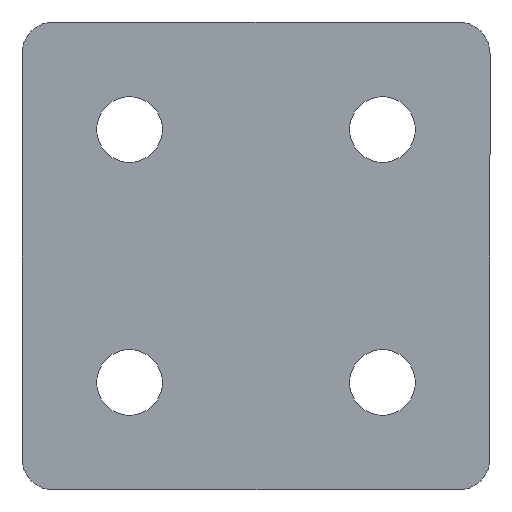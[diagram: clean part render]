
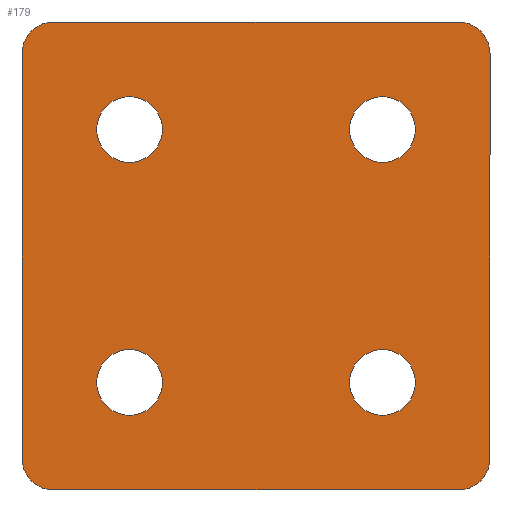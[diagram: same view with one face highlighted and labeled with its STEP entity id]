
A CAD part, front view. The second image highlights one B-rep face of the part: STEP entity #179.
In plain terms, the highlighted planar face has unit normal (0, -1, 0).
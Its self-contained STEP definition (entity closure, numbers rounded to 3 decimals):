
#6 = LINE ( 'NONE', #145, #478 ) ;
#16 = ORIENTED_EDGE ( 'NONE', *, *, #263, .F. ) ;
#26 = DIRECTION ( 'NONE',  ( 0., -1., 0. ) ) ;
#34 = CARTESIAN_POINT ( 'NONE',  ( -18.5, 0., 26. ) ) ;
#36 = DIRECTION ( 'NONE',  ( 0., 0., 1. ) ) ;
#40 = FACE_BOUND ( 'NONE', #555, .T. ) ;
#46 = AXIS2_PLACEMENT_3D ( 'NONE', #365, #268, #469 ) ;
#50 = CARTESIAN_POINT ( 'NONE',  ( 10., 0., 0. ) ) ;
#53 = VERTEX_POINT ( 'NONE', #380 ) ;
#54 = DIRECTION ( 'NONE',  ( 0., 1., 0. ) ) ;
#56 = VERTEX_POINT ( 'NONE', #314 ) ;
#57 = CIRCLE ( 'NONE', #382, 2.5 ) ;
#62 = EDGE_LOOP ( 'NONE', ( #205, #276, #361, #350, #512, #140, #16, #211 ) ) ;
#74 = VECTOR ( 'NONE', #387, 1000. ) ;
#81 = CARTESIAN_POINT ( 'NONE',  ( -10., 0., 17.4 ) ) ;
#86 = FACE_BOUND ( 'NONE', #333, .T. ) ;
#87 = EDGE_CURVE ( 'NONE', #182, #553, #377, .T. ) ;
#88 = DIRECTION ( 'NONE',  ( 0., 0., -1. ) ) ;
#96 = AXIS2_PLACEMENT_3D ( 'NONE', #372, #522, #204 ) ;
#98 = AXIS2_PLACEMENT_3D ( 'NONE', #50, #54, #638 ) ;
#100 = EDGE_CURVE ( 'NONE', #238, #558, #618, .T. ) ;
#102 = VERTEX_POINT ( 'NONE', #81 ) ;
#105 = EDGE_CURVE ( 'NONE', #56, #507, #227, .T. ) ;
#107 = DIRECTION ( 'NONE',  ( 0., 1., 0. ) ) ;
#112 = EDGE_LOOP ( 'NONE', ( #283, #201 ) ) ;
#122 = DIRECTION ( 'NONE',  ( 0., 1., 0. ) ) ;
#124 = VERTEX_POINT ( 'NONE', #432 ) ;
#125 = AXIS2_PLACEMENT_3D ( 'NONE', #149, #107, #632 ) ;
#128 = CARTESIAN_POINT ( 'NONE',  ( 10., 0., 2.6 ) ) ;
#132 = DIRECTION ( 'NONE',  ( 0., 0., 1. ) ) ;
#133 = FACE_BOUND ( 'NONE', #451, .T. ) ;
#137 = CIRCLE ( 'NONE', #98, 2.6 ) ;
#140 = ORIENTED_EDGE ( 'NONE', *, *, #100, .T. ) ;
#141 = CARTESIAN_POINT ( 'NONE',  ( -10., 0., 2.6 ) ) ;
#144 = DIRECTION ( 'NONE',  ( 0., 1., 0. ) ) ;
#145 = CARTESIAN_POINT ( 'NONE',  ( 18.5, 0., -8.5 ) ) ;
#148 = VERTEX_POINT ( 'NONE', #475 ) ;
#149 = CARTESIAN_POINT ( 'NONE',  ( 10., 0., 0. ) ) ;
#150 = VERTEX_POINT ( 'NONE', #34 ) ;
#152 = DIRECTION ( 'NONE',  ( -1., 0., 0. ) ) ;
#153 = VERTEX_POINT ( 'NONE', #128 ) ;
#157 = AXIS2_PLACEMENT_3D ( 'NONE', #174, #509, #301 ) ;
#164 = CIRCLE ( 'NONE', #520, 2.6 ) ;
#169 = VERTEX_POINT ( 'NONE', #233 ) ;
#174 = CARTESIAN_POINT ( 'NONE',  ( 10., 0., 20. ) ) ;
#176 = FACE_BOUND ( 'NONE', #112, .T. ) ;
#178 = CARTESIAN_POINT ( 'NONE',  ( 16., 0., 26. ) ) ;
#179 = ADVANCED_FACE ( 'NONE', ( #86, #176, #133, #40, #374 ), #279, .T. ) ;
#182 = VERTEX_POINT ( 'NONE', #220 ) ;
#183 = CARTESIAN_POINT ( 'NONE',  ( -16., 0., 26. ) ) ;
#186 = CIRCLE ( 'NONE', #96, 2.6 ) ;
#192 = VERTEX_POINT ( 'NONE', #336 ) ;
#194 = DIRECTION ( 'NONE',  ( 0., -1., 0. ) ) ;
#201 = ORIENTED_EDGE ( 'NONE', *, *, #324, .T. ) ;
#204 = DIRECTION ( 'NONE',  ( 0., 0., 1. ) ) ;
#205 = ORIENTED_EDGE ( 'NONE', *, *, #87, .F. ) ;
#211 = ORIENTED_EDGE ( 'NONE', *, *, #271, .T. ) ;
#212 = VERTEX_POINT ( 'NONE', #240 ) ;
#220 = CARTESIAN_POINT ( 'NONE',  ( 18.5, 0., 26. ) ) ;
#227 = CIRCLE ( 'NONE', #393, 2.6 ) ;
#231 = CARTESIAN_POINT ( 'NONE',  ( 18.5, 0., -6. ) ) ;
#233 = CARTESIAN_POINT ( 'NONE',  ( -16., 0., 28.5 ) ) ;
#238 = VERTEX_POINT ( 'NONE', #436 ) ;
#239 = CARTESIAN_POINT ( 'NONE',  ( -10., 0., 20. ) ) ;
#240 = CARTESIAN_POINT ( 'NONE',  ( 10., 0., 22.6 ) ) ;
#256 = EDGE_CURVE ( 'NONE', #153, #375, #308, .T. ) ;
#261 = EDGE_CURVE ( 'NONE', #169, #192, #396, .T. ) ;
#263 = EDGE_CURVE ( 'NONE', #148, #558, #6, .T. ) ;
#266 = DIRECTION ( 'NONE',  ( 0., 0., 1. ) ) ;
#267 = CIRCLE ( 'NONE', #394, 2.6 ) ;
#268 = DIRECTION ( 'NONE',  ( 0., -1., 0. ) ) ;
#271 = EDGE_CURVE ( 'NONE', #148, #553, #57, .T. ) ;
#276 = ORIENTED_EDGE ( 'NONE', *, *, #441, .T. ) ;
#279 = PLANE ( 'NONE',  #46 ) ;
#283 = ORIENTED_EDGE ( 'NONE', *, *, #489, .T. ) ;
#301 = DIRECTION ( 'NONE',  ( 0., 0., 1. ) ) ;
#308 = CIRCLE ( 'NONE', #125, 2.6 ) ;
#309 = VECTOR ( 'NONE', #480, 1000. ) ;
#314 = CARTESIAN_POINT ( 'NONE',  ( -10., 0., -2.6 ) ) ;
#315 = ORIENTED_EDGE ( 'NONE', *, *, #563, .T. ) ;
#316 = VECTOR ( 'NONE', #575, 1000. ) ;
#324 = EDGE_CURVE ( 'NONE', #102, #124, #186, .T. ) ;
#326 = ORIENTED_EDGE ( 'NONE', *, *, #598, .T. ) ;
#329 = CARTESIAN_POINT ( 'NONE',  ( -16., 0., -8.5 ) ) ;
#330 = CIRCLE ( 'NONE', #528, 2.5 ) ;
#332 = DIRECTION ( 'NONE',  ( 0., 0., 1. ) ) ;
#333 = EDGE_LOOP ( 'NONE', ( #315, #505 ) ) ;
#336 = CARTESIAN_POINT ( 'NONE',  ( 16., 0., 28.5 ) ) ;
#350 = ORIENTED_EDGE ( 'NONE', *, *, #574, .T. ) ;
#361 = ORIENTED_EDGE ( 'NONE', *, *, #261, .F. ) ;
#365 = CARTESIAN_POINT ( 'NONE',  ( 0., 0., 0. ) ) ;
#370 = CIRCLE ( 'NONE', #157, 2.6 ) ;
#371 = EDGE_CURVE ( 'NONE', #53, #212, #370, .T. ) ;
#372 = CARTESIAN_POINT ( 'NONE',  ( -10., 0., 20. ) ) ;
#374 = FACE_OUTER_BOUND ( 'NONE', #62, .T. ) ;
#375 = VERTEX_POINT ( 'NONE', #416 ) ;
#377 = LINE ( 'NONE', #626, #316 ) ;
#378 = DIRECTION ( 'NONE',  ( 0., -1., 0. ) ) ;
#380 = CARTESIAN_POINT ( 'NONE',  ( 10., 0., 17.4 ) ) ;
#382 = AXIS2_PLACEMENT_3D ( 'NONE', #390, #194, #542 ) ;
#386 = CARTESIAN_POINT ( 'NONE',  ( 10., 0., 20. ) ) ;
#387 = DIRECTION ( 'NONE',  ( 1., 0., 0. ) ) ;
#390 = CARTESIAN_POINT ( 'NONE',  ( 16., 0., -6. ) ) ;
#393 = AXIS2_PLACEMENT_3D ( 'NONE', #430, #423, #332 ) ;
#394 = AXIS2_PLACEMENT_3D ( 'NONE', #386, #144, #36 ) ;
#396 = LINE ( 'NONE', #635, #74 ) ;
#408 = EDGE_CURVE ( 'NONE', #507, #56, #465, .T. ) ;
#416 = CARTESIAN_POINT ( 'NONE',  ( 10., 0., -2.6 ) ) ;
#423 = DIRECTION ( 'NONE',  ( 0., 1., 0. ) ) ;
#425 = CIRCLE ( 'NONE', #560, 2.5 ) ;
#430 = CARTESIAN_POINT ( 'NONE',  ( -10., 0., 0. ) ) ;
#432 = CARTESIAN_POINT ( 'NONE',  ( -10., 0., 22.6 ) ) ;
#436 = CARTESIAN_POINT ( 'NONE',  ( -18.5, 0., -6. ) ) ;
#439 = DIRECTION ( 'NONE',  ( 0., 1., 0. ) ) ;
#441 = EDGE_CURVE ( 'NONE', #182, #192, #425, .T. ) ;
#448 = ORIENTED_EDGE ( 'NONE', *, *, #408, .T. ) ;
#451 = EDGE_LOOP ( 'NONE', ( #606, #326 ) ) ;
#461 = EDGE_CURVE ( 'NONE', #238, #150, #627, .T. ) ;
#465 = CIRCLE ( 'NONE', #593, 2.6 ) ;
#469 = DIRECTION ( 'NONE',  ( 0., 0., -1. ) ) ;
#475 = CARTESIAN_POINT ( 'NONE',  ( 16., 0., -8.5 ) ) ;
#478 = VECTOR ( 'NONE', #152, 1000. ) ;
#480 = DIRECTION ( 'NONE',  ( 0., 0., 1. ) ) ;
#481 = CARTESIAN_POINT ( 'NONE',  ( -16., 0., -6. ) ) ;
#485 = CARTESIAN_POINT ( 'NONE',  ( -18.5, 0., -8.5 ) ) ;
#489 = EDGE_CURVE ( 'NONE', #124, #102, #164, .T. ) ;
#505 = ORIENTED_EDGE ( 'NONE', *, *, #371, .T. ) ;
#507 = VERTEX_POINT ( 'NONE', #141 ) ;
#509 = DIRECTION ( 'NONE',  ( 0., 1., 0. ) ) ;
#512 = ORIENTED_EDGE ( 'NONE', *, *, #461, .F. ) ;
#520 = AXIS2_PLACEMENT_3D ( 'NONE', #239, #439, #132 ) ;
#522 = DIRECTION ( 'NONE',  ( 0., 1., 0. ) ) ;
#528 = AXIS2_PLACEMENT_3D ( 'NONE', #183, #378, #579 ) ;
#529 = DIRECTION ( 'NONE',  ( 0., -1., 0. ) ) ;
#542 = DIRECTION ( 'NONE',  ( 0., 0., -1. ) ) ;
#553 = VERTEX_POINT ( 'NONE', #231 ) ;
#555 = EDGE_LOOP ( 'NONE', ( #448, #576 ) ) ;
#558 = VERTEX_POINT ( 'NONE', #329 ) ;
#560 = AXIS2_PLACEMENT_3D ( 'NONE', #178, #529, #88 ) ;
#563 = EDGE_CURVE ( 'NONE', #212, #53, #267, .T. ) ;
#565 = CARTESIAN_POINT ( 'NONE',  ( -10., 0., 0. ) ) ;
#574 = EDGE_CURVE ( 'NONE', #169, #150, #330, .T. ) ;
#575 = DIRECTION ( 'NONE',  ( 0., 0., -1. ) ) ;
#576 = ORIENTED_EDGE ( 'NONE', *, *, #105, .T. ) ;
#578 = DIRECTION ( 'NONE',  ( 0., 0., -1. ) ) ;
#579 = DIRECTION ( 'NONE',  ( 0., 0., -1. ) ) ;
#591 = AXIS2_PLACEMENT_3D ( 'NONE', #481, #26, #578 ) ;
#593 = AXIS2_PLACEMENT_3D ( 'NONE', #565, #122, #266 ) ;
#598 = EDGE_CURVE ( 'NONE', #375, #153, #137, .T. ) ;
#606 = ORIENTED_EDGE ( 'NONE', *, *, #256, .T. ) ;
#618 = CIRCLE ( 'NONE', #591, 2.5 ) ;
#626 = CARTESIAN_POINT ( 'NONE',  ( 18.5, 0., 28.5 ) ) ;
#627 = LINE ( 'NONE', #485, #309 ) ;
#632 = DIRECTION ( 'NONE',  ( 0., 0., 1. ) ) ;
#635 = CARTESIAN_POINT ( 'NONE',  ( -18.5, 0., 28.5 ) ) ;
#638 = DIRECTION ( 'NONE',  ( 0., 0., 1. ) ) ;
